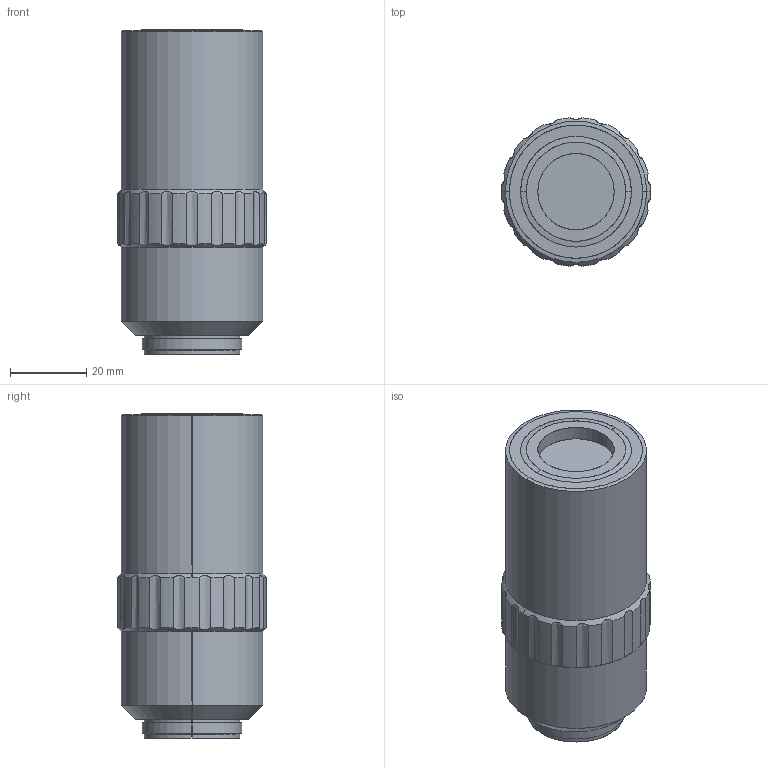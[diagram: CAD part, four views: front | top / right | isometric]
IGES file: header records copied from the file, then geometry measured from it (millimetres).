
Start section: SolidWorks IGES file using analytic representation for surfaces
Global section: file name: Web PDF'Web Model 46142_58236.igs; native system: SolidWorks 2016; preprocessor: SolidWorks 2016; author: CLopez; date: 180316.112115; units: millimetre
Bounding box: 39 x 38.88 x 85 mm (x, y, z)
Surface area: 12073.9 mm2 (no closed solid volume)
Topology: 0 solids, 0 shells, 70 faces, 1166 edges, 1166 vertices
Faces by surface type: revolution 63, bspline 7
